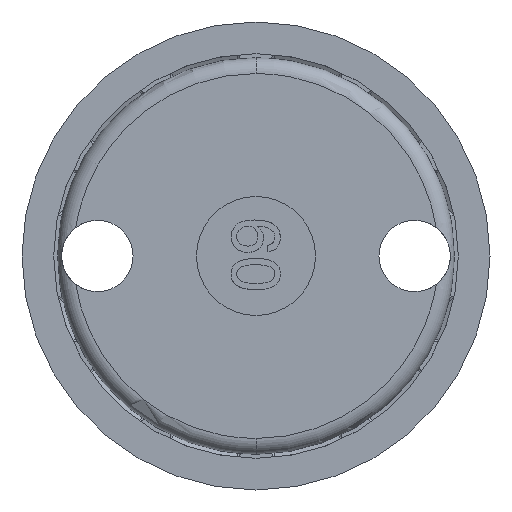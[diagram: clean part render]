
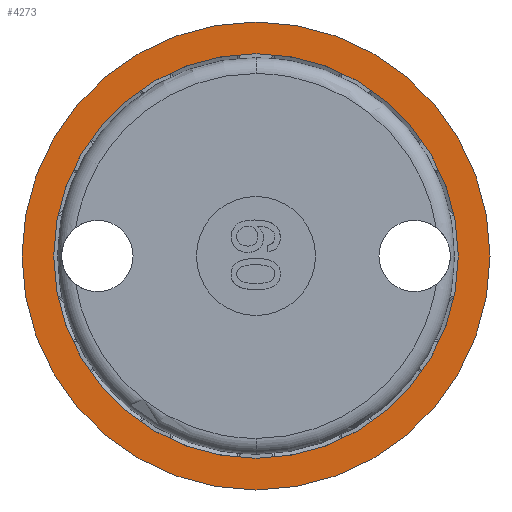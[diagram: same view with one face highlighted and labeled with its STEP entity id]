
A CAD part, front view. The second image highlights one B-rep face of the part: STEP entity #4273.
In plain terms, the highlighted planar face has unit normal (0, -1, 0).
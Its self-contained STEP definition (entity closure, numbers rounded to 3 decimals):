
#303 = VERTEX_POINT ( 'NONE', #1279 ) ;
#477 = ORIENTED_EDGE ( 'NONE', *, *, #6762, .T. ) ;
#777 = CARTESIAN_POINT ( 'NONE',  ( 0., 0., 0. ) ) ;
#919 = DIRECTION ( 'NONE',  ( 0., -1., 0. ) ) ;
#1065 = ORIENTED_EDGE ( 'NONE', *, *, #9509, .T. ) ;
#1086 = DIRECTION ( 'NONE',  ( 1., 0., 0. ) ) ;
#1279 = CARTESIAN_POINT ( 'NONE',  ( -29.5, 0., 0. ) ) ;
#1992 = EDGE_CURVE ( 'NONE', #303, #7650, #8326, .T. ) ;
#2176 = DIRECTION ( 'NONE',  ( 1., 0., 0. ) ) ;
#2223 = PLANE ( 'NONE',  #9161 ) ;
#2244 = CARTESIAN_POINT ( 'NONE',  ( -25.5, 0., 0. ) ) ;
#2923 = DIRECTION ( 'NONE',  ( 0., -1., 0. ) ) ;
#3358 = VERTEX_POINT ( 'NONE', #8377 ) ;
#3363 = CIRCLE ( 'NONE', #7498, 25.5 ) ;
#3472 = EDGE_LOOP ( 'NONE', ( #8918, #477 ) ) ;
#3601 = AXIS2_PLACEMENT_3D ( 'NONE', #4618, #7270, #4585 ) ;
#4273 = ADVANCED_FACE ( 'NONE', ( #8270, #9538 ), #2223, .T. ) ;
#4585 = DIRECTION ( 'NONE',  ( -1., 0., 0. ) ) ;
#4618 = CARTESIAN_POINT ( 'NONE',  ( 0., 0., 0. ) ) ;
#4827 = CARTESIAN_POINT ( 'NONE',  ( -25.5, 0., 0. ) ) ;
#4845 = DIRECTION ( 'NONE',  ( 0., -1., 0. ) ) ;
#6188 = CIRCLE ( 'NONE', #3601, 25.5 ) ;
#6492 = EDGE_CURVE ( 'NONE', #8930, #3358, #3363, .T. ) ;
#6762 = EDGE_CURVE ( 'NONE', #3358, #8930, #6188, .T. ) ;
#6889 = DIRECTION ( 'NONE',  ( -1., 0., 0. ) ) ;
#7270 = DIRECTION ( 'NONE',  ( 0., 1., 0. ) ) ;
#7498 = AXIS2_PLACEMENT_3D ( 'NONE', #10007, #9681, #6889 ) ;
#7567 = EDGE_LOOP ( 'NONE', ( #1065, #7875 ) ) ;
#7650 = VERTEX_POINT ( 'NONE', #10968 ) ;
#7875 = ORIENTED_EDGE ( 'NONE', *, *, #1992, .T. ) ;
#7944 = CARTESIAN_POINT ( 'NONE',  ( 0., 0., 0. ) ) ;
#8270 = FACE_BOUND ( 'NONE', #3472, .T. ) ;
#8326 = CIRCLE ( 'NONE', #10110, 29.5 ) ;
#8377 = CARTESIAN_POINT ( 'NONE',  ( 25.5, 0., 0. ) ) ;
#8918 = ORIENTED_EDGE ( 'NONE', *, *, #6492, .T. ) ;
#8930 = VERTEX_POINT ( 'NONE', #4827 ) ;
#9161 = AXIS2_PLACEMENT_3D ( 'NONE', #2244, #2923, #2176 ) ;
#9509 = EDGE_CURVE ( 'NONE', #7650, #303, #10916, .T. ) ;
#9538 = FACE_OUTER_BOUND ( 'NONE', #7567, .T. ) ;
#9681 = DIRECTION ( 'NONE',  ( 0., 1., 0. ) ) ;
#10007 = CARTESIAN_POINT ( 'NONE',  ( 0., 0., 0. ) ) ;
#10110 = AXIS2_PLACEMENT_3D ( 'NONE', #7944, #4845, #11255 ) ;
#10916 = CIRCLE ( 'NONE', #10988, 29.5 ) ;
#10968 = CARTESIAN_POINT ( 'NONE',  ( 29.5, 0., 0. ) ) ;
#10988 = AXIS2_PLACEMENT_3D ( 'NONE', #777, #919, #1086 ) ;
#11255 = DIRECTION ( 'NONE',  ( 1., 0., 0. ) ) ;
